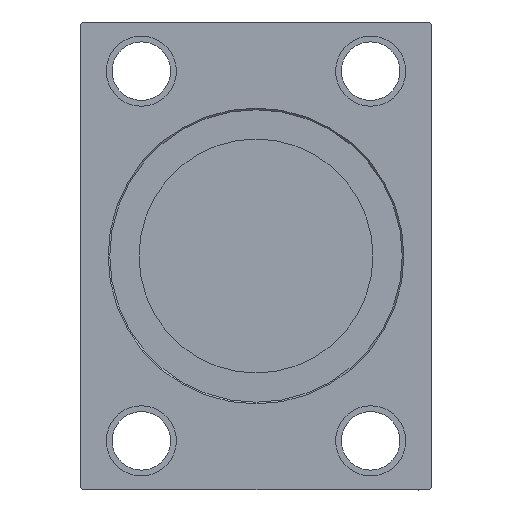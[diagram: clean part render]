
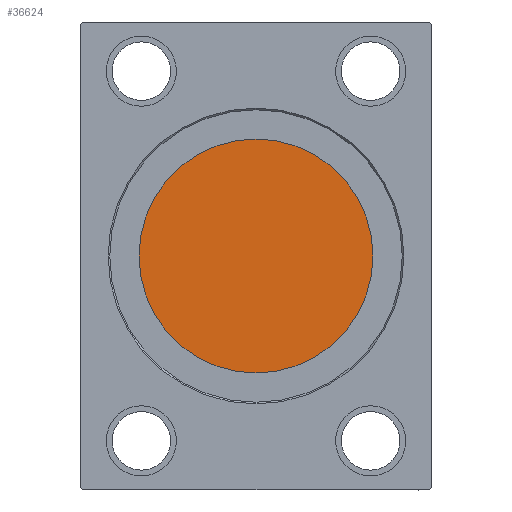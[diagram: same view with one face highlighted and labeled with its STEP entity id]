
A CAD part, left-side view. The second image highlights one B-rep face of the part: STEP entity #36624.
In plain terms, the highlighted planar face has unit normal (-1, 0, 0).
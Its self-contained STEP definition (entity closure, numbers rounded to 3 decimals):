
#791 = PLANE ( 'NONE',  #38361 ) ;
#4415 = FACE_OUTER_BOUND ( 'NONE', #27981, .T. ) ;
#5909 = CIRCLE ( 'NONE', #27082, 50. ) ;
#11632 = DIRECTION ( 'NONE',  ( 0., 0., 1. ) ) ;
#12953 = ORIENTED_EDGE ( 'NONE', *, *, #42320, .T. ) ;
#13836 = DIRECTION ( 'NONE',  ( 0., 0., 1. ) ) ;
#13927 = EDGE_CURVE ( 'NONE', #39705, #23843, #5909, .T. ) ;
#19976 = CARTESIAN_POINT ( 'NONE',  ( 154., 0., -50. ) ) ;
#20793 = CARTESIAN_POINT ( 'NONE',  ( 154., 0., 0. ) ) ;
#21086 = CARTESIAN_POINT ( 'NONE',  ( 154., 0., 0. ) ) ;
#23843 = VERTEX_POINT ( 'NONE', #19976 ) ;
#24213 = DIRECTION ( 'NONE',  ( 0., 0., 1. ) ) ;
#24293 = DIRECTION ( 'NONE',  ( -1., 0., 0. ) ) ;
#27082 = AXIS2_PLACEMENT_3D ( 'NONE', #35718, #32495, #11632 ) ;
#27981 = EDGE_LOOP ( 'NONE', ( #29976, #12953 ) ) ;
#29976 = ORIENTED_EDGE ( 'NONE', *, *, #13927, .T. ) ;
#32495 = DIRECTION ( 'NONE',  ( -1., 0., 0. ) ) ;
#34583 = CARTESIAN_POINT ( 'NONE',  ( 154., 0., 50. ) ) ;
#35718 = CARTESIAN_POINT ( 'NONE',  ( 154., 0., 0. ) ) ;
#36624 = ADVANCED_FACE ( 'NONE', ( #4415 ), #791, .T. ) ;
#37109 = AXIS2_PLACEMENT_3D ( 'NONE', #20793, #40279, #24213 ) ;
#38361 = AXIS2_PLACEMENT_3D ( 'NONE', #21086, #24293, #13836 ) ;
#39705 = VERTEX_POINT ( 'NONE', #34583 ) ;
#39862 = CIRCLE ( 'NONE', #37109, 50. ) ;
#40279 = DIRECTION ( 'NONE',  ( -1., 0., 0. ) ) ;
#42320 = EDGE_CURVE ( 'NONE', #23843, #39705, #39862, .T. ) ;
